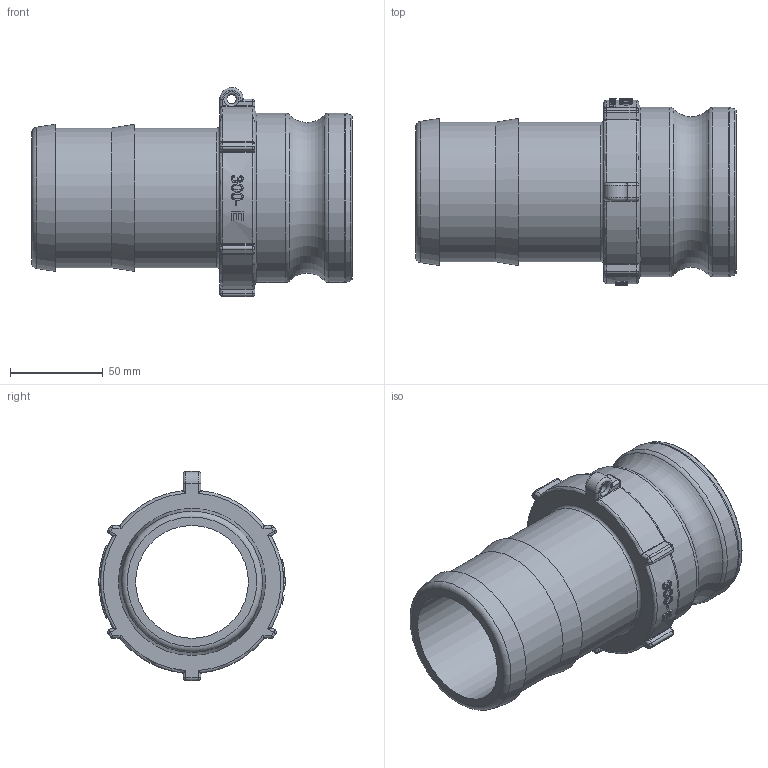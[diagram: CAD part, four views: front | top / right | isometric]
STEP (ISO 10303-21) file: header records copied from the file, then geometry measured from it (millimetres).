
FILE_DESCRIPTION(/* description */ ('3" MALE COUPLER X 3" HB'),/* implementation_level */ '2;1');
FILE_NAME(/* name */ '300E.stp',/* time_stamp */ '2019-10-24T10:51:47-04:00',/* author */ ('ETQ'),/* organization */ (''),/* preprocessor_version */ 'ST-DEVELOPER v17.2',/* originating_system */ 'Autodesk Inventor 2019',/* authorisation */ '');
FILE_SCHEMA (('AUTOMOTIVE_DESIGN { 1 0 10303 214 3 1 1 }'));
Products named in the file (2): 300E; 300EX
Assembly tree (1 placements, depth 2):
  300E
    300EX
Bounding box: 173.28 x 100.58 x 113.02 mm (x, y, z)
Volume: 363565.3 mm3; surface area: 90380.7 mm2
Topology: 1 solids, 1 shells, 458 faces, 1147 edges, 702 vertices
Faces by surface type: plane 154, bspline 137, cylinder 106, torus 32, sphere 22, cone 7
Full cylindrical faces by diameter (mm): 5.08 x1, 60.96 x1, 71.12 x1, 75.438 x2, 91.491 x2
Entity records: 45070 total; most frequent: CARTESIAN_POINT 35134, ORIENTED_EDGE 2242, DIRECTION 1684, EDGE_CURVE 1121, VERTEX_POINT 702, AXIS2_PLACEMENT_3D 629, EDGE_LOOP 499, FACE_OUTER_BOUND 458
